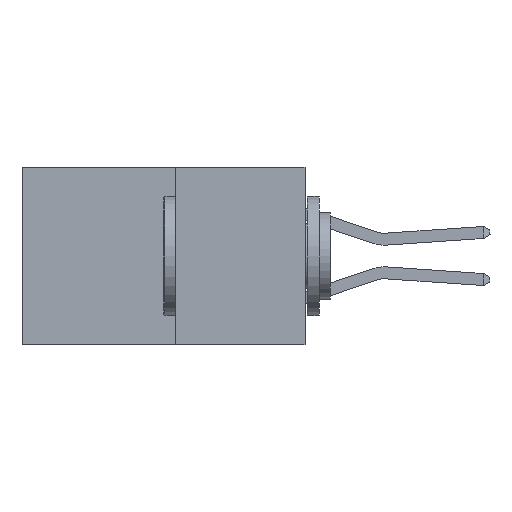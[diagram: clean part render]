
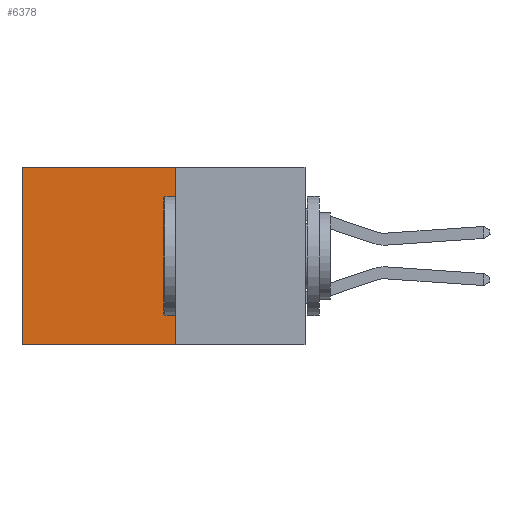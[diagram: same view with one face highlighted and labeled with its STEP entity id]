
A CAD part, left-side view. The second image highlights one B-rep face of the part: STEP entity #6378.
In plain terms, the highlighted planar face has unit normal (-1, 0, 0).
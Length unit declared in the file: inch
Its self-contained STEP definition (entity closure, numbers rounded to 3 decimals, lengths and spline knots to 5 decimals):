
#1084 = CARTESIAN_POINT ( 'NONE',  ( 0.277, 0.27, -0.37 ) ) ;
#1090 = VERTEX_POINT ( 'NONE', #1084 ) ;
#1244 = DIRECTION ( 'NONE',  ( 0., 0., -1. ) ) ;
#1718 = VERTEX_POINT ( 'NONE', #9141 ) ;
#2199 = DIRECTION ( 'NONE',  ( 0., 0., -1. ) ) ;
#2264 = CARTESIAN_POINT ( 'NONE',  ( 0.277, 0.27, -0.37 ) ) ;
#2379 = EDGE_LOOP ( 'NONE', ( #4713, #9886, #16046, #8750 ) ) ;
#3406 = CARTESIAN_POINT ( 'NONE',  ( 0.277, 0.27, 0. ) ) ;
#3963 = VECTOR ( 'NONE', #1244, 39.37008 ) ;
#4202 = VECTOR ( 'NONE', #14260, 39.37008 ) ;
#4471 = CARTESIAN_POINT ( 'NONE',  ( 0.277, 0.27, 0. ) ) ;
#4609 = VECTOR ( 'NONE', #9140, 39.37008 ) ;
#4664 = AXIS2_PLACEMENT_3D ( 'NONE', #9455, #14553, #2199 ) ;
#4713 = ORIENTED_EDGE ( 'NONE', *, *, #9124, .T. ) ;
#5036 = LINE ( 'NONE', #2264, #4609 ) ;
#5049 = VECTOR ( 'NONE', #12752, 39.37008 ) ;
#5810 = CARTESIAN_POINT ( 'NONE',  ( 0.277, 0.27, -0.37 ) ) ;
#6378 = ADVANCED_FACE ( 'NONE', ( #15353 ), #15402, .F. ) ;
#7647 = LINE ( 'NONE', #15145, #3963 ) ;
#8750 = ORIENTED_EDGE ( 'NONE', *, *, #13178, .T. ) ;
#9124 = EDGE_CURVE ( 'NONE', #9743, #1718, #7647, .T. ) ;
#9140 = DIRECTION ( 'NONE',  ( 0., 0., -1. ) ) ;
#9141 = CARTESIAN_POINT ( 'NONE',  ( 0.277, 0.59, -0.37 ) ) ;
#9455 = CARTESIAN_POINT ( 'NONE',  ( 0.277, 0.27, -0.37 ) ) ;
#9743 = VERTEX_POINT ( 'NONE', #10663 ) ;
#9886 = ORIENTED_EDGE ( 'NONE', *, *, #13221, .F. ) ;
#10663 = CARTESIAN_POINT ( 'NONE',  ( 0.277, 0.59, 0. ) ) ;
#11980 = LINE ( 'NONE', #4471, #5049 ) ;
#12752 = DIRECTION ( 'NONE',  ( 0., 1., 0. ) ) ;
#13178 = EDGE_CURVE ( 'NONE', #14207, #9743, #11980, .T. ) ;
#13221 = EDGE_CURVE ( 'NONE', #1090, #1718, #15208, .T. ) ;
#14207 = VERTEX_POINT ( 'NONE', #3406 ) ;
#14260 = DIRECTION ( 'NONE',  ( 0., 1., 0. ) ) ;
#14289 = EDGE_CURVE ( 'NONE', #14207, #1090, #5036, .T. ) ;
#14553 = DIRECTION ( 'NONE',  ( 1., 0., 0. ) ) ;
#15145 = CARTESIAN_POINT ( 'NONE',  ( 0.277, 0.59, -0.37 ) ) ;
#15208 = LINE ( 'NONE', #5810, #4202 ) ;
#15353 = FACE_OUTER_BOUND ( 'NONE', #2379, .T. ) ;
#15402 = PLANE ( 'NONE',  #4664 ) ;
#16046 = ORIENTED_EDGE ( 'NONE', *, *, #14289, .F. ) ;
